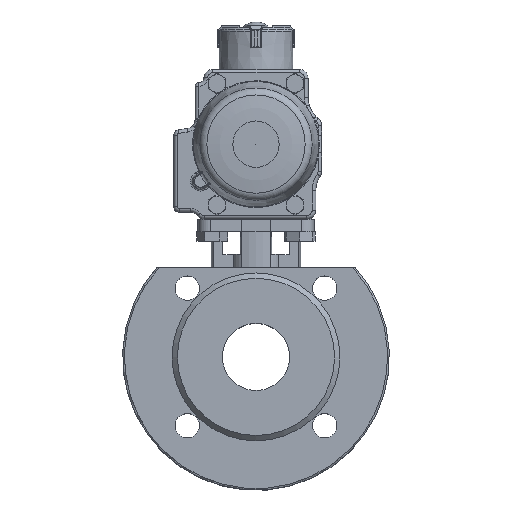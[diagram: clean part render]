
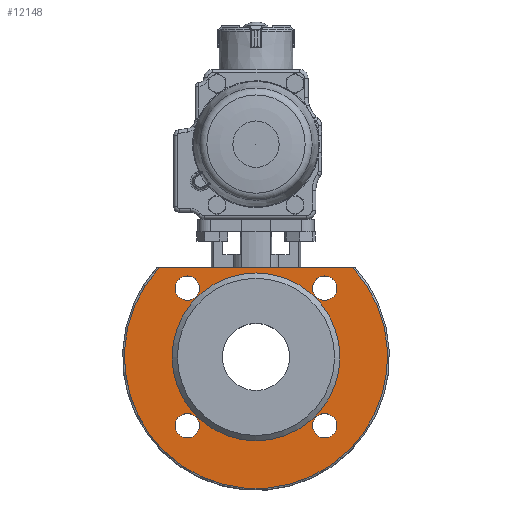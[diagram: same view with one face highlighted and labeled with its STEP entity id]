
A CAD part, top view. The second image highlights one B-rep face of the part: STEP entity #12148.
In plain terms, the highlighted planar face has unit normal (0, 0, 1).
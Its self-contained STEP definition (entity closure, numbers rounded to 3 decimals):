
#614=PLANE('',#12944);
#877=LINE('',#17956,#1612);
#1612=VECTOR('',#14404,1000.);
#2369=ORIENTED_EDGE('',*,*,#5715,.F.);
#2370=ORIENTED_EDGE('',*,*,#5716,.F.);
#2371=ORIENTED_EDGE('',*,*,#5717,.F.);
#2372=ORIENTED_EDGE('',*,*,#5718,.F.);
#2373=ORIENTED_EDGE('',*,*,#5719,.T.);
#2374=ORIENTED_EDGE('',*,*,#5720,.F.);
#2375=ORIENTED_EDGE('',*,*,#5711,.T.);
#5711=EDGE_CURVE('',#7385,#7385,#8489,.T.);
#5715=EDGE_CURVE('',#7387,#7387,#8491,.T.);
#5716=EDGE_CURVE('',#7388,#7388,#8492,.T.);
#5717=EDGE_CURVE('',#7389,#7389,#8493,.T.);
#5718=EDGE_CURVE('',#7390,#7390,#8494,.T.);
#5719=EDGE_CURVE('',#7391,#7392,#8495,.T.);
#5720=EDGE_CURVE('',#7391,#7392,#877,.T.);
#7385=VERTEX_POINT('',#17937);
#7387=VERTEX_POINT('',#17946);
#7388=VERTEX_POINT('',#17948);
#7389=VERTEX_POINT('',#17950);
#7390=VERTEX_POINT('',#17952);
#7391=VERTEX_POINT('',#17954);
#7392=VERTEX_POINT('',#17955);
#8489=CIRCLE('',#12940,47.5);
#8491=CIRCLE('',#12945,6.918);
#8492=CIRCLE('',#12946,6.918);
#8493=CIRCLE('',#12947,6.918);
#8494=CIRCLE('',#12948,6.918);
#8495=CIRCLE('',#12949,74.5);
#9207=EDGE_LOOP('',(#2369));
#9208=EDGE_LOOP('',(#2370));
#9209=EDGE_LOOP('',(#2371));
#9210=EDGE_LOOP('',(#2372));
#9211=EDGE_LOOP('',(#2373,#2374));
#9212=EDGE_LOOP('',(#2375));
#10142=FACE_BOUND('',#9207,.T.);
#10143=FACE_BOUND('',#9208,.T.);
#10144=FACE_BOUND('',#9209,.T.);
#10145=FACE_BOUND('',#9210,.T.);
#10146=FACE_BOUND('',#9211,.T.);
#10147=FACE_BOUND('',#9212,.T.);
#12148=ADVANCED_FACE('',(#10142,#10143,#10144,#10145,#10146,#10147),#614,
 .T.);
#12940=AXIS2_PLACEMENT_3D('',#17936,#14382,#14383);
#12944=AXIS2_PLACEMENT_3D('',#17944,#14392,#14393);
#12945=AXIS2_PLACEMENT_3D('',#17945,#14394,#14395);
#12946=AXIS2_PLACEMENT_3D('',#17947,#14396,#14397);
#12947=AXIS2_PLACEMENT_3D('',#17949,#14398,#14399);
#12948=AXIS2_PLACEMENT_3D('',#17951,#14400,#14401);
#12949=AXIS2_PLACEMENT_3D('',#17953,#14402,#14403);
#14382=DIRECTION('',(0.,0.,-1.));
#14383=DIRECTION('',(-1.,0.,0.));
#14392=DIRECTION('',(0.,0.,1.));
#14393=DIRECTION('',(1.,0.,0.));
#14394=DIRECTION('',(0.,0.,1.));
#14395=DIRECTION('',(1.,0.,0.));
#14396=DIRECTION('',(0.,0.,1.));
#14397=DIRECTION('',(1.,0.,0.));
#14398=DIRECTION('',(0.,0.,1.));
#14399=DIRECTION('',(1.,0.,0.));
#14400=DIRECTION('',(0.,0.,1.));
#14401=DIRECTION('',(1.,0.,0.));
#14402=DIRECTION('',(0.,0.,1.));
#14403=DIRECTION('',(1.,0.,0.));
#14404=DIRECTION('',(1.,0.,0.));
#17936=CARTESIAN_POINT('',(0.,0.,10.1));
#17937=CARTESIAN_POINT('',(-47.5,0.,10.1));
#17944=CARTESIAN_POINT('',(0.,0.,10.1));
#17945=CARTESIAN_POINT('',(-38.891,-38.891,10.1));
#17946=CARTESIAN_POINT('',(-31.973,-38.891,10.1));
#17947=CARTESIAN_POINT('',(38.891,-38.891,10.1));
#17948=CARTESIAN_POINT('',(45.808,-38.891,10.1));
#17949=CARTESIAN_POINT('',(38.891,38.891,10.1));
#17950=CARTESIAN_POINT('',(45.808,38.891,10.1));
#17951=CARTESIAN_POINT('',(-38.891,38.891,10.1));
#17952=CARTESIAN_POINT('',(-31.973,38.891,10.1));
#17953=CARTESIAN_POINT('',(0.,0.,10.1));
#17954=CARTESIAN_POINT('',(-54.772,50.5,10.1));
#17955=CARTESIAN_POINT('',(54.772,50.5,10.1));
#17956=CARTESIAN_POINT('',(0.,50.5,10.1));
